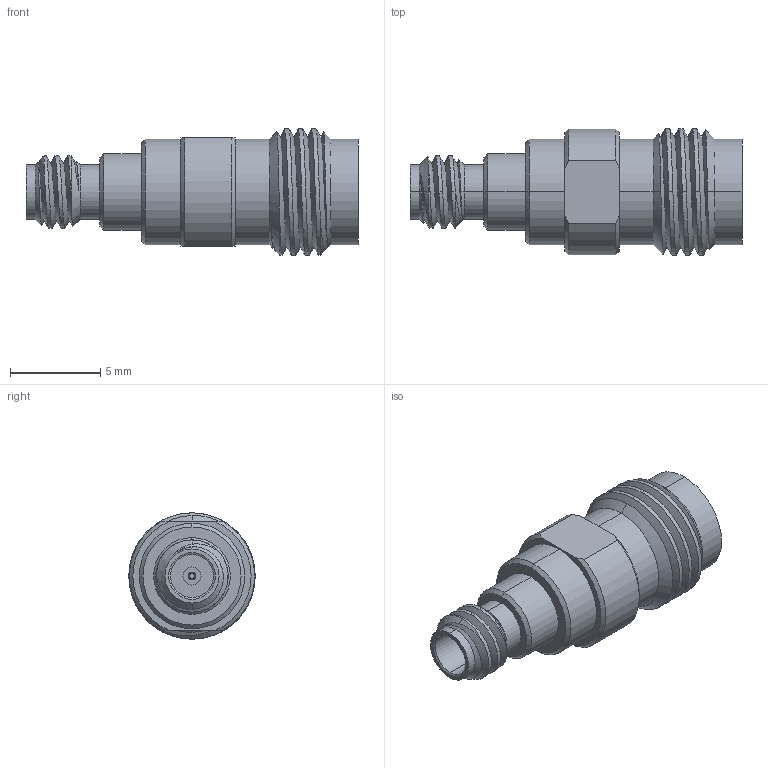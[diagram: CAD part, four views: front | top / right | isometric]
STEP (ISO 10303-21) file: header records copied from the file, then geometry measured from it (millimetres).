
FILE_DESCRIPTION (( 'STEP AP214' ), '1' );
FILE_NAME ('CT-2F1F-LN1.STEP', '2025-01-03T18:25:07', ( '' ), ( '' ), 'SwSTEP 2.0', 'SolidWorks 2021', '' );
FILE_SCHEMA (( 'AUTOMOTIVE_DESIGN' ));
Length unit declared in the file: millimetre
Products named in the file (1): CT-2F1F-LN1
Bounding box: 18.4 x 7 x 7 mm (x, y, z)
Volume: 364.2 mm3; surface area: 545.3 mm2
Topology: 1 solids, 1 shells, 113 faces, 281 edges, 180 vertices
Faces by surface type: cylinder 44, plane 34, cone 31, bspline 4
Entity records: 5055 total; most frequent: CARTESIAN_POINT 2400, ORIENTED_EDGE 562, DIRECTION 544, EDGE_CURVE 281, AXIS2_PLACEMENT_3D 217, VERTEX_POINT 180, EDGE_LOOP 123, ADVANCED_FACE 113
